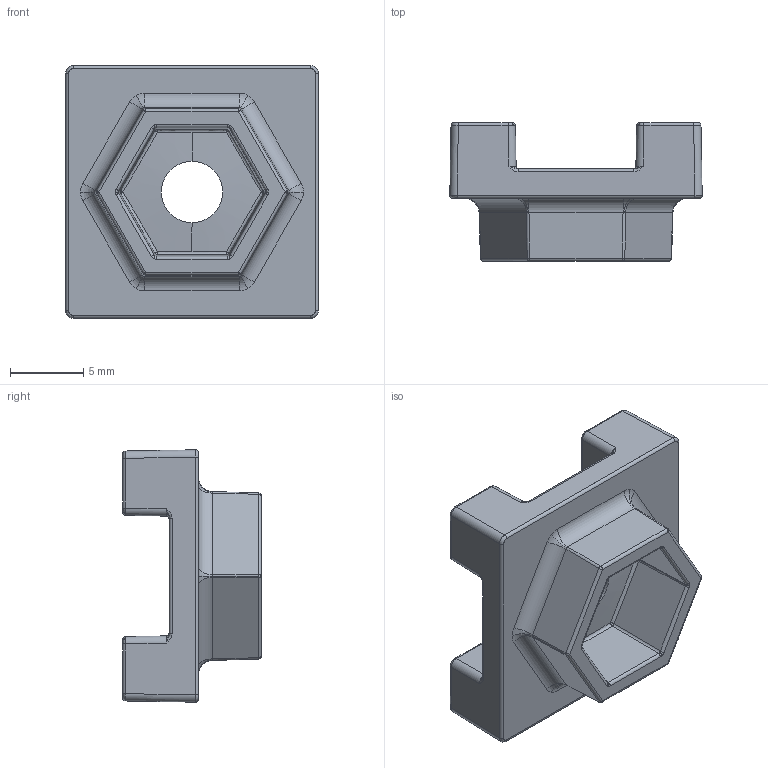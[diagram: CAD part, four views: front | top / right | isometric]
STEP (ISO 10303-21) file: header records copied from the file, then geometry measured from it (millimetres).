
FILE_DESCRIPTION (( 'STEP AP203' ), '1' );
FILE_NAME ('276-6009-005 Rev4.STEP', '2018-04-11T21:32:58', ( '' ), ( '' ), 'SwSTEP 2.0', 'SolidWorks 2017', '' );
FILE_SCHEMA (( 'CONFIG_CONTROL_DESIGN' ));
Length unit declared in the file: millimetre
Products named in the file (1): 276-6009-005 Rev4
Bounding box: 17.27 x 9.47 x 17.27 mm (x, y, z)
Volume: 978.8 mm3; surface area: 1264.8 mm2
Topology: 1 solids, 1 shells, 333 faces, 800 edges, 460 vertices
Faces by surface type: cylinder 134, bspline 100, plane 51, torus 32, sphere 12, cone 4
Entity records: 10659 total; most frequent: CARTESIAN_POINT 3782, ORIENTED_EDGE 1552, DIRECTION 1342, EDGE_CURVE 776, AXIS2_PLACEMENT_3D 536, VERTEX_POINT 450, EDGE_LOOP 340, FACE_OUTER_BOUND 333
